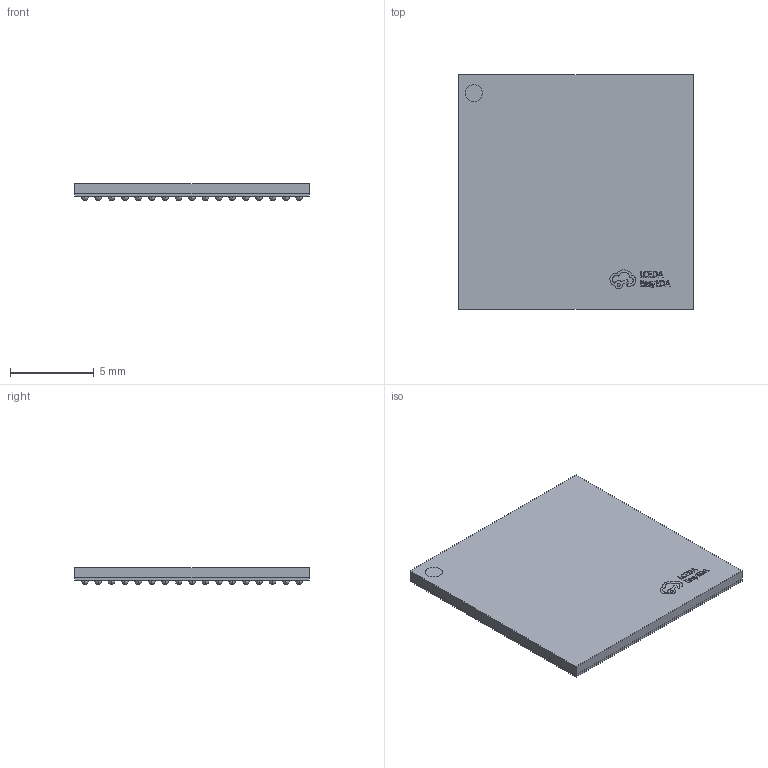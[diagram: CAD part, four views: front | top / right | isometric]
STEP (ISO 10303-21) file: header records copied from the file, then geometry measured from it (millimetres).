
FILE_DESCRIPTION (( 'STEP AP214' ), '1' );
FILE_NAME ('TFBGA-265_L14.0-W14.0-P0.80-TL_STM32H750XBH6.STEP', '2023-07-03T16:27:47', ( '微软用户' ), ( '微软中国' ), 'SwSTEP 2.0', 'SolidWorks 2020', '' );
FILE_SCHEMA (( 'AUTOMOTIVE_DESIGN' ));
Length unit declared in the file: millimetre
Products named in the file (1): TFBGA-265_L14.0-W14.0-P0.80-TL_STM32H750XBH6
Bounding box: 14 x 14 x 1.01 mm (x, y, z)
Volume: 155 mm3; surface area: 878.6 mm2
Topology: 2 solids, 2 shells, 769 faces, 3030 edges, 2020 vertices
Faces by surface type: sphere 530, plane 139, bspline 98, cylinder 2
Entity records: 31297 total; most frequent: CARTESIAN_POINT 5006, DIRECTION 3913, ORIENTED_EDGE 3410, AXIS2_PLACEMENT_3D 1736, EDGE_CURVE 1705, VERTEX_POINT 1225, CIRCLE 1064, EDGE_LOOP 1054
